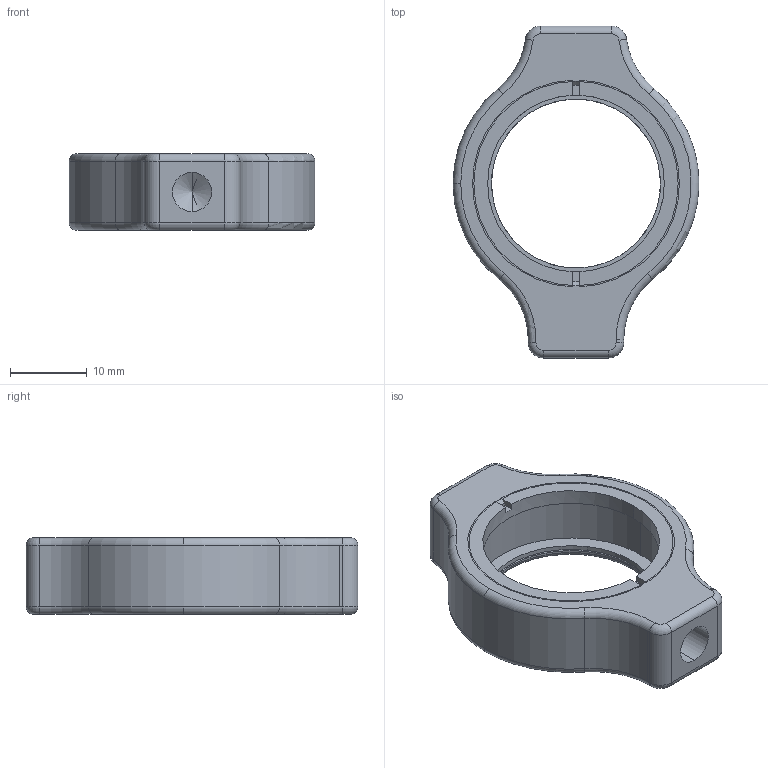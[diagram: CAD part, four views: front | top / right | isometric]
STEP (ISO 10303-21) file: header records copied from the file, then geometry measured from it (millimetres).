
FILE_DESCRIPTION (( 'STEP AP203' ), '1' );
FILE_NAME ('04MTC-1.STEP', '2016-03-07T02:31:52', ( '' ), ( '' ), 'SwSTEP 2.0', 'SolidWorks 2016', '' );
FILE_SCHEMA (( 'CONFIG_CONTROL_DESIGN' ));
Length unit declared in the file: millimetre
Products named in the file (1): 04MTC-1
Bounding box: 32 x 43.2 x 10 mm (x, y, z)
Volume: 4795.8 mm3; surface area: 4180.5 mm2
Topology: 3 solids, 3 shells, 89 faces, 211 edges, 126 vertices
Faces by surface type: torus 34, cylinder 33, plane 16, cone 6
Entity records: 2664 total; most frequent: DIRECTION 533, CARTESIAN_POINT 423, ORIENTED_EDGE 414, AXIS2_PLACEMENT_3D 236, EDGE_CURVE 207, CIRCLE 146, VERTEX_POINT 126, EDGE_LOOP 97
